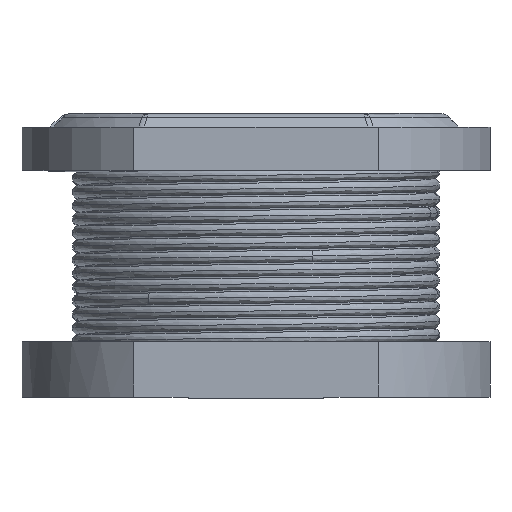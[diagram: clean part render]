
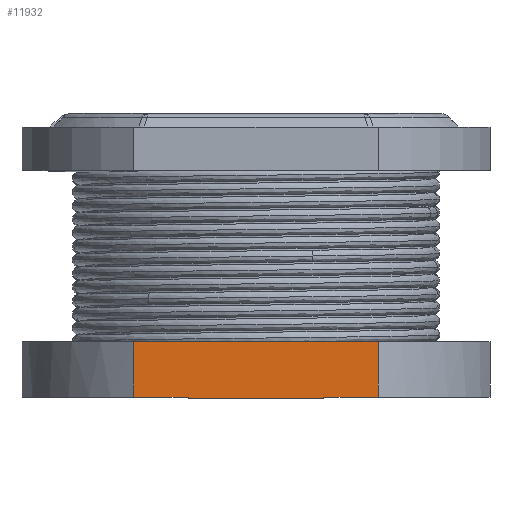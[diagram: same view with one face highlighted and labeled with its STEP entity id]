
A CAD part, front view. The second image highlights one B-rep face of the part: STEP entity #11932.
In plain terms, the highlighted planar face has unit normal (0, -1, 0).
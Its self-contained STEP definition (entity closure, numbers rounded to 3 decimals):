
#78 = CARTESIAN_POINT ( 'NONE',  ( 0.901, -1.5, 0.42 ) ) ;
#206 = CARTESIAN_POINT ( 'NONE',  ( 0.901, -1.5, 0.01 ) ) ;
#645 = FACE_OUTER_BOUND ( 'NONE', #16485, .T. ) ;
#2097 = EDGE_CURVE ( 'NONE', #12377, #14628, #2957, .T. ) ;
#2128 = DIRECTION ( 'NONE',  ( 0., 1., 0. ) ) ;
#2428 = ORIENTED_EDGE ( 'NONE', *, *, #5572, .T. ) ;
#2957 = LINE ( 'NONE', #15295, #15026 ) ;
#2980 = CARTESIAN_POINT ( 'NONE',  ( 0.5, -1.5, 0. ) ) ;
#3158 = EDGE_CURVE ( 'NONE', #12309, #8489, #3501, .T. ) ;
#3371 = EDGE_CURVE ( 'NONE', #12377, #14273, #18703, .T. ) ;
#3395 = DIRECTION ( 'NONE',  ( -1., 0., 0. ) ) ;
#3501 = LINE ( 'NONE', #206, #17929 ) ;
#3584 = ORIENTED_EDGE ( 'NONE', *, *, #10830, .F. ) ;
#3677 = CARTESIAN_POINT ( 'NONE',  ( 0.5, -1.5, 0.01 ) ) ;
#3705 = DIRECTION ( 'NONE',  ( 0., 0., 1. ) ) ;
#4018 = CARTESIAN_POINT ( 'NONE',  ( -0.901, -1.5, 0.42 ) ) ;
#4289 = LINE ( 'NONE', #15070, #12587 ) ;
#4714 = LINE ( 'NONE', #7921, #5482 ) ;
#4833 = VERTEX_POINT ( 'NONE', #4018 ) ;
#5482 = VECTOR ( 'NONE', #11035, 1000. ) ;
#5572 = EDGE_CURVE ( 'NONE', #12309, #14628, #4289, .T. ) ;
#5687 = VECTOR ( 'NONE', #10369, 1000. ) ;
#6378 = VECTOR ( 'NONE', #12627, 1000. ) ;
#6436 = EDGE_CURVE ( 'NONE', #15254, #6880, #4714, .T. ) ;
#6449 = CARTESIAN_POINT ( 'NONE',  ( 0.5, -1.5, 0. ) ) ;
#6768 = ORIENTED_EDGE ( 'NONE', *, *, #6436, .F. ) ;
#6880 = VERTEX_POINT ( 'NONE', #12699 ) ;
#6883 = ORIENTED_EDGE ( 'NONE', *, *, #3158, .F. ) ;
#7107 = PLANE ( 'NONE',  #9470 ) ;
#7398 = DIRECTION ( 'NONE',  ( 0., 0., -1. ) ) ;
#7921 = CARTESIAN_POINT ( 'NONE',  ( 0.901, -1.5, 2.1 ) ) ;
#8183 = CARTESIAN_POINT ( 'NONE',  ( -0.5, -1.5, 0.01 ) ) ;
#8427 = CARTESIAN_POINT ( 'NONE',  ( 0., -1.5, 0.42 ) ) ;
#8489 = VERTEX_POINT ( 'NONE', #12273 ) ;
#8979 = ORIENTED_EDGE ( 'NONE', *, *, #3371, .T. ) ;
#9250 = ORIENTED_EDGE ( 'NONE', *, *, #15851, .T. ) ;
#9470 = AXIS2_PLACEMENT_3D ( 'NONE', #9713, #2128, #3705 ) ;
#9713 = CARTESIAN_POINT ( 'NONE',  ( 0.901, -1.5, 2.1 ) ) ;
#10320 = ORIENTED_EDGE ( 'NONE', *, *, #2097, .F. ) ;
#10369 = DIRECTION ( 'NONE',  ( -1., 0., 0. ) ) ;
#10830 = EDGE_CURVE ( 'NONE', #8489, #4833, #18946, .T. ) ;
#10987 = CARTESIAN_POINT ( 'NONE',  ( -0.5, -1.5, 0. ) ) ;
#11035 = DIRECTION ( 'NONE',  ( 0., 0., -1. ) ) ;
#11396 = CARTESIAN_POINT ( 'NONE',  ( -0.901, -1.5, 2.205 ) ) ;
#11932 = ADVANCED_FACE ( 'NONE', ( #645 ), #7107, .F. ) ;
#12115 = VECTOR ( 'NONE', #12583, 1000. ) ;
#12273 = CARTESIAN_POINT ( 'NONE',  ( -0.901, -1.5, 0.01 ) ) ;
#12309 = VERTEX_POINT ( 'NONE', #8183 ) ;
#12377 = VERTEX_POINT ( 'NONE', #2980 ) ;
#12583 = DIRECTION ( 'NONE',  ( 0., 0., 1. ) ) ;
#12587 = VECTOR ( 'NONE', #7398, 1000. ) ;
#12627 = DIRECTION ( 'NONE',  ( 0., 0., 1. ) ) ;
#12699 = CARTESIAN_POINT ( 'NONE',  ( 0.901, -1.5, 0.01 ) ) ;
#13662 = ORIENTED_EDGE ( 'NONE', *, *, #16318, .F. ) ;
#14273 = VERTEX_POINT ( 'NONE', #3677 ) ;
#14628 = VERTEX_POINT ( 'NONE', #10987 ) ;
#15026 = VECTOR ( 'NONE', #19773, 1000. ) ;
#15070 = CARTESIAN_POINT ( 'NONE',  ( -0.5, -1.5, 0. ) ) ;
#15254 = VERTEX_POINT ( 'NONE', #78 ) ;
#15295 = CARTESIAN_POINT ( 'NONE',  ( 0., -1.5, 0. ) ) ;
#15851 = EDGE_CURVE ( 'NONE', #15254, #4833, #16078, .T. ) ;
#16078 = LINE ( 'NONE', #8427, #17229 ) ;
#16278 = DIRECTION ( 'NONE',  ( -1., 0., 0. ) ) ;
#16318 = EDGE_CURVE ( 'NONE', #6880, #14273, #19493, .T. ) ;
#16485 = EDGE_LOOP ( 'NONE', ( #9250, #3584, #6883, #2428, #10320, #8979, #13662, #6768 ) ) ;
#17229 = VECTOR ( 'NONE', #16278, 1000. ) ;
#17929 = VECTOR ( 'NONE', #3395, 1000. ) ;
#18031 = CARTESIAN_POINT ( 'NONE',  ( 0., -1.5, 0.01 ) ) ;
#18703 = LINE ( 'NONE', #6449, #12115 ) ;
#18946 = LINE ( 'NONE', #11396, #6378 ) ;
#19493 = LINE ( 'NONE', #18031, #5687 ) ;
#19773 = DIRECTION ( 'NONE',  ( -1., 0., 0. ) ) ;
